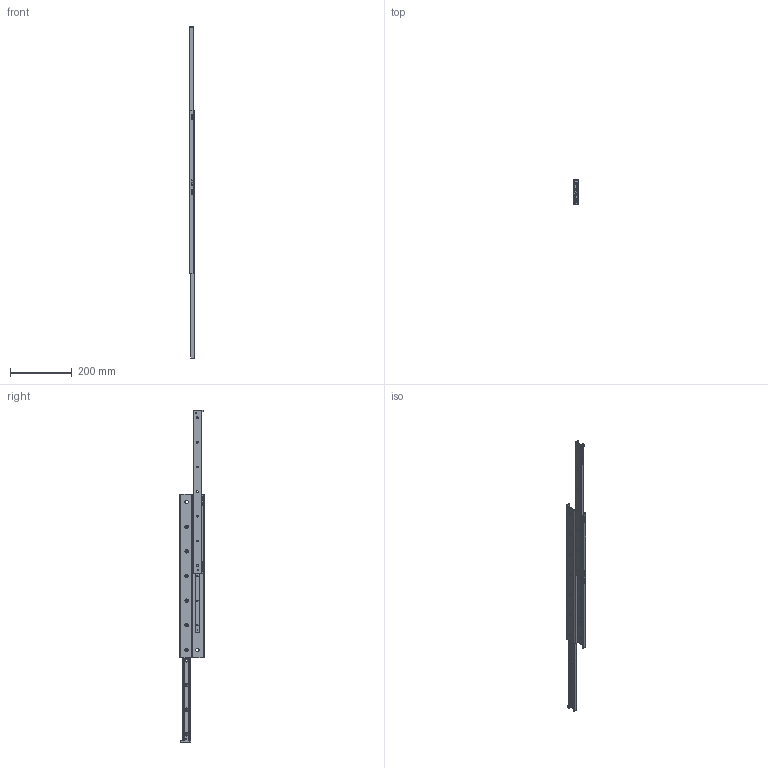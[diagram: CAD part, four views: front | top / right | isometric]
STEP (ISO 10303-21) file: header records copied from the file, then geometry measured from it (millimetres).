
FILE_DESCRIPTION((''),'2;1');
FILE_NAME('LCAS 28H.E-0530.stp','2011-04-29T12:06:34',('MKoza'),(''),'Autodesk Inventor 2009','Autodesk Inventor 2009','');
FILE_SCHEMA(('AUTOMOTIVE_DESIGN { 1 0 10303 214 1 1 1 1 }'));
Length unit declared in the file: millimetre
Products named in the file (11): LCAS 28H.E; ZP 28H.S; LCN 28H; LLMG 28H; + SP.L 28H; + AG.L 28H-4,5; + AP.L 28H; KF.LCA 28H; + AS.L 28H 4x3,8; + VKB.L 28H 4x7; DIN 7991 M5x8
Assembly tree (43 placements, depth 2):
  LCAS 28H.E
    ZP 28H.S
    LCN 28H  x2
    LLMG 28H  x2
    + SP.L 28H  x4
    + AG.L 28H-4,5  x8
    + AP.L 28H  x4
    KF.LCA 28H  x2
    + AS.L 28H 4x3,8  x4
    + VKB.L 28H 4x7  x4
    DIN 7991 M5x8  x12
Bounding box: 15.8 x 80 x 1078 mm (x, y, z)
Volume: 430698.6 mm3; surface area: 310750.5 mm2
Topology: 43 solids, 43 shells, 850 faces, 2216 edges, 1456 vertices
Faces by surface type: plane 500, bspline 192, cylinder 114, cone 44
Full cylindrical faces by diameter (mm): 4 x8, 5 x16, 10 x12
Entity records: 10308 total; most frequent: CARTESIAN_POINT 3285, DIRECTION 1337, ORIENTED_EDGE 1234, EDGE_CURVE 617, EDGE_LOOP 505, AXIS2_PLACEMENT_3D 491, VERTEX_POINT 466, VECTOR 355
